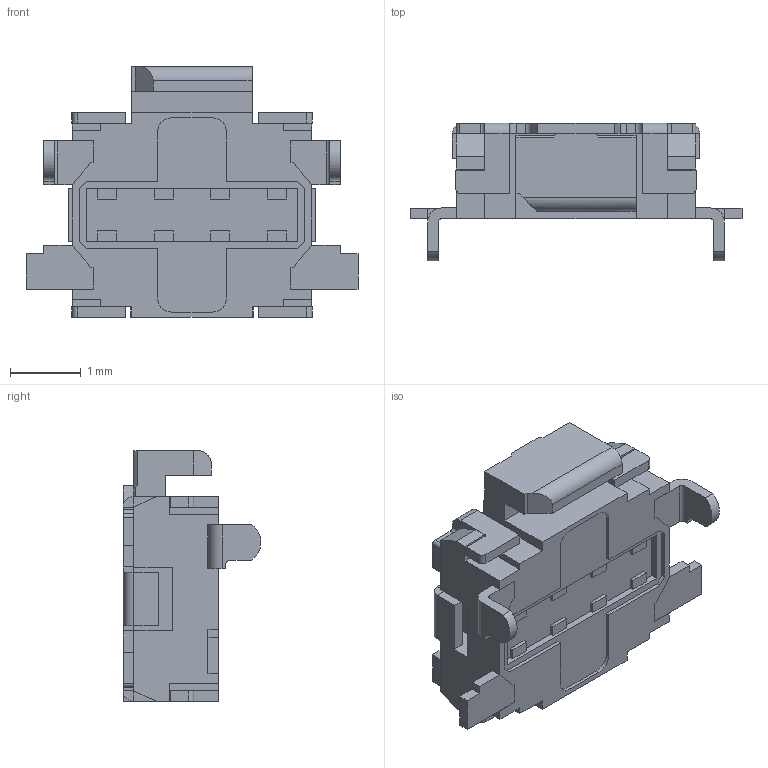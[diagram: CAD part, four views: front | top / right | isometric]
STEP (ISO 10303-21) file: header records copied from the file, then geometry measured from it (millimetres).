
FILE_DESCRIPTION (( 'STEP AP214' ), '1' );
FILE_NAME ('EVQ-P3401P.STEP', '2024-08-08T01:02:58', ( '' ), ( '' ), 'SwSTEP 2.0', 'SolidWorks 2021', '' );
FILE_SCHEMA (( 'AUTOMOTIVE_DESIGN' ));
Length unit declared in the file: millimetre
Products named in the file (1): EVQ-P3401P
Bounding box: 4.7 x 1.95 x 3.55 mm (x, y, z)
Volume: 12.5 mm3; surface area: 76.2 mm2
Topology: 6 solids, 6 shells, 348 faces, 937 edges, 604 vertices
Faces by surface type: plane 301, cylinder 47
Entity records: 10763 total; most frequent: CARTESIAN_POINT 1893, ORIENTED_EDGE 1874, DIRECTION 1729, EDGE_CURVE 937, VECTOR 841, LINE 841, VERTEX_POINT 604, AXIS2_PLACEMENT_3D 444
